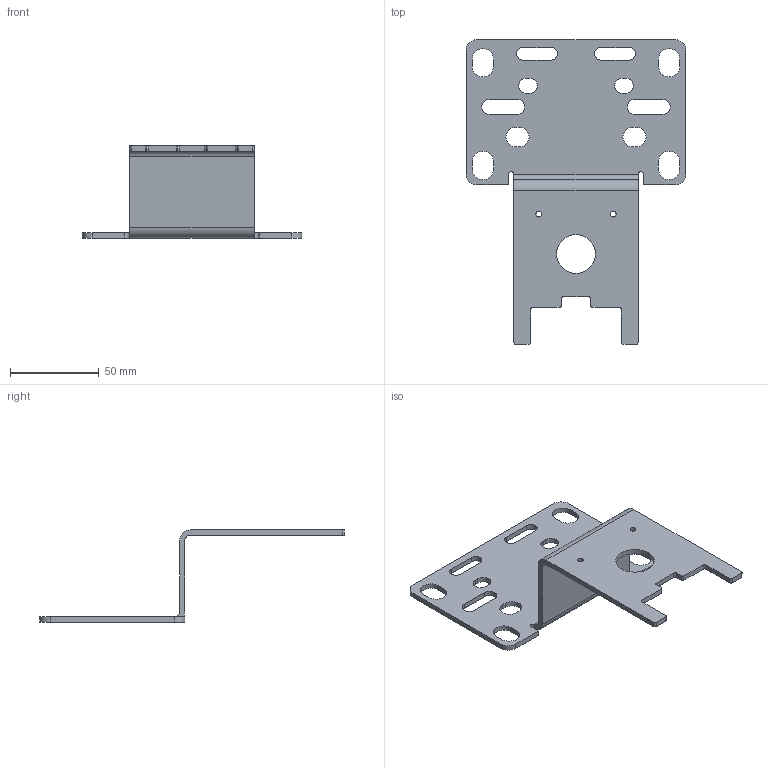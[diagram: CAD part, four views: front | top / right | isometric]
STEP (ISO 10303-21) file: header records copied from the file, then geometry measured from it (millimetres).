
FILE_DESCRIPTION (( 'STEP AP214' ), '1' );
FILE_NAME ('KN-KBW4R.STEP', '2018-08-30T11:18:23', ( '' ), ( '' ), 'SwSTEP 2.0', 'SolidWorks 2018', '' );
FILE_SCHEMA (( 'AUTOMOTIVE_DESIGN' ));
Length unit declared in the file: millimetre
Products named in the file (1): KN-KBW4R
Bounding box: 124 x 172 x 52 mm (x, y, z)
Volume: 48847.2 mm3; surface area: 36719.9 mm2
Topology: 1 solids, 1 shells, 98 faces, 284 edges, 188 vertices
Faces by surface type: cylinder 50, plane 48
Entity records: 4434 total; most frequent: CARTESIAN_POINT 589, DIRECTION 576, ORIENTED_EDGE 568, EDGE_CURVE 284, AXIS2_PLACEMENT_3D 199, VERTEX_POINT 188, LINE 178, VECTOR 178
